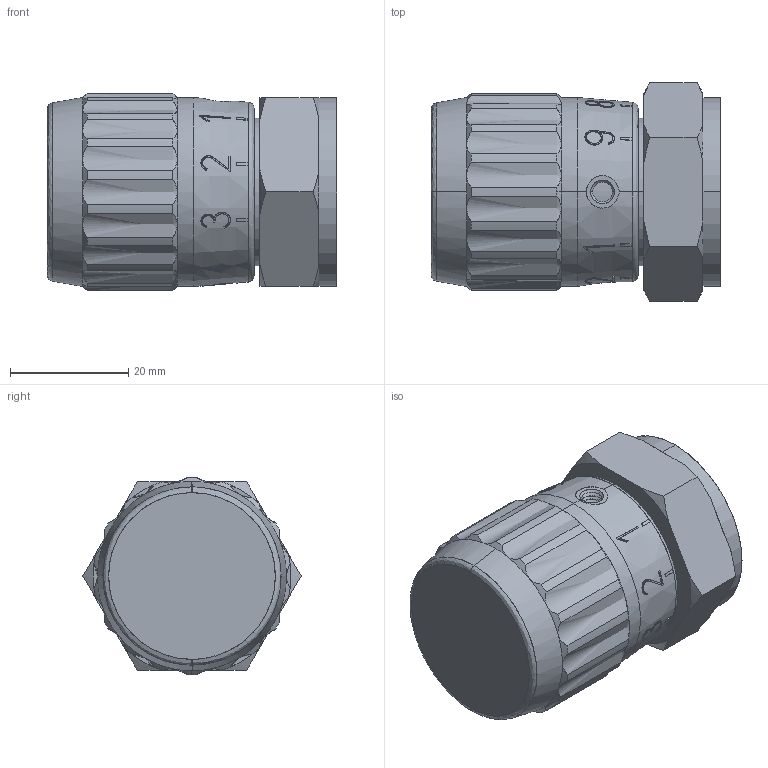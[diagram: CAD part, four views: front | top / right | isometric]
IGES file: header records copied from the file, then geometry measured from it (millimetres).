
Start section: SolidWorks IGES file using analytic representation for surfaces
Global section: file name: PU12.igs; native system: SolidWorks 2014; preprocessor: SolidWorks 2014; author: arutput15; date: 141005.095721; units: millimetre
Bounding box: 49 x 36.95 x 33.5 mm (x, y, z)
Surface area: 7315.9 mm2 (no closed solid volume)
Topology: 0 solids, 0 shells, 302 faces, 3239 edges, 3239 vertices
Faces by surface type: revolution 167, bspline 135
